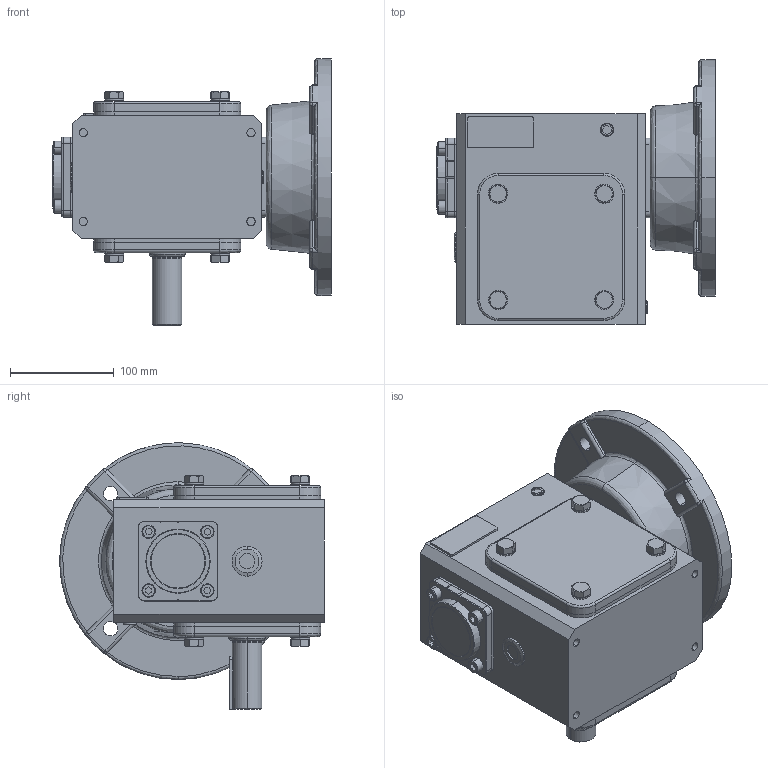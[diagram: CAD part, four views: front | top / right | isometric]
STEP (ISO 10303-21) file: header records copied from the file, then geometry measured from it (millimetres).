
FILE_DESCRIPTION (( 'STEP AP203' ), '1' );
FILE_NAME ('WG-262-005-R.step', '2016-02-01T18:59:29', ( '' ), ( '' ), 'SwSTEP 2.0', 'SolidWorks 2015', '' );
FILE_SCHEMA (( 'CONFIG_CONTROL_DESIGN' ));
Length unit declared in the file: inch
Products named in the file (1): WG-262-005-R
Bounding box: 269 x 255.6 x 257.3 mm (x, y, z)
Volume: 5397786.3 mm3; surface area: 484434.3 mm2
Topology: 31 solids, 31 shells, 552 faces, 1283 edges, 830 vertices
Faces by surface type: plane 299, cylinder 136, bspline 60, cone 57
Entity records: 25927 total; most frequent: CARTESIAN_POINT 13763, ORIENTED_EDGE 2542, DIRECTION 2346, EDGE_CURVE 1271, AXIS2_PLACEMENT_3D 859, VERTEX_POINT 830, LINE 628, VECTOR 628
